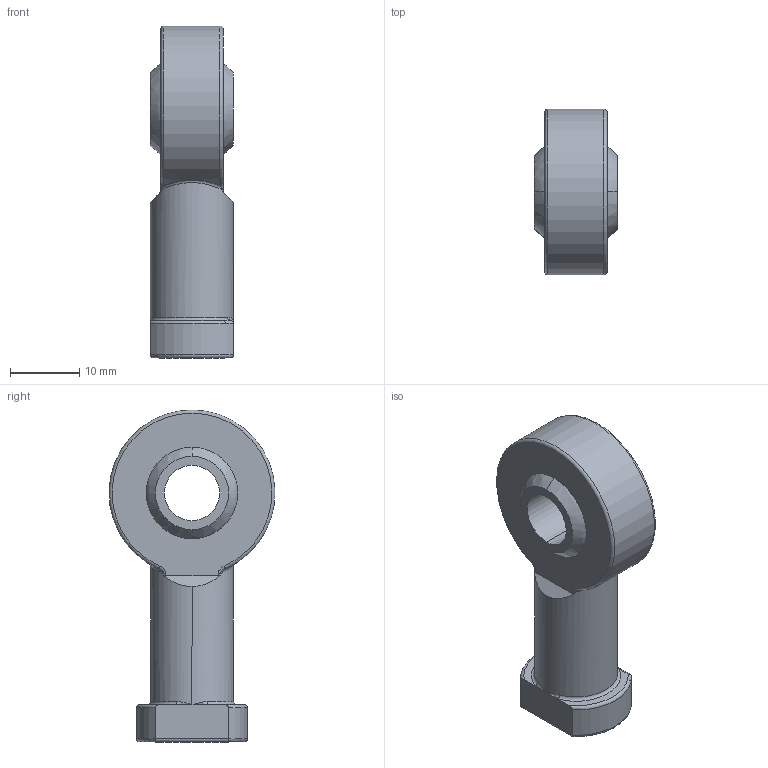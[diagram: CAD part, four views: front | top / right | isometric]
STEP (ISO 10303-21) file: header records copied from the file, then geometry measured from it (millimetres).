
FILE_DESCRIPTION (( 'STEP AP214' ), '1' );
FILE_NAME ('KJ8D.step.step', '2014-11-05T14:54:12', ( 'Windows User' ), ( '' ), 'SwSTEP 2.0', 'SolidWorks 2014', '' );
FILE_SCHEMA (( 'AUTOMOTIVE_DESIGN' ));
Length unit declared in the file: millimetre
Products named in the file (3): KJ8D.step; KJ8D.step_KJGKM2057Z-RodEye_8D; KJ8D.step_KJGKM2057Z-Body_8D
Assembly tree (2 placements, depth 2):
  KJ8D.step
    KJ8D.step_KJGKM2057Z-Body_8D
    KJ8D.step_KJGKM2057Z-RodEye_8D
Bounding box: 12.02 x 23.98 x 48 mm (x, y, z)
Volume: 6059.2 mm3; surface area: 4214.2 mm2
Topology: 2 solids, 2 shells, 57 faces, 142 edges, 84 vertices
Faces by surface type: cylinder 17, bspline 14, plane 12, torus 8, sphere 4, cone 2
Entity records: 2720 total; most frequent: CARTESIAN_POINT 1442, ORIENTED_EDGE 260, DIRECTION 226, EDGE_CURVE 130, AXIS2_PLACEMENT_3D 96, VERTEX_POINT 78, EDGE_LOOP 62, FACE_OUTER_BOUND 57
